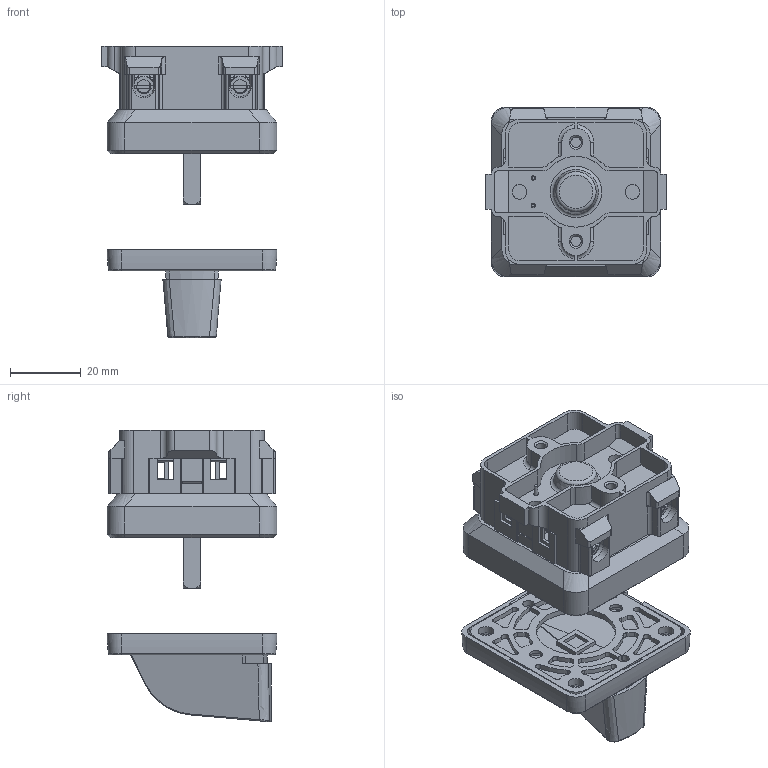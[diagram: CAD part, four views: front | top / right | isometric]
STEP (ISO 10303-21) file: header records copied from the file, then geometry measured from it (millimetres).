
FILE_DESCRIPTION(/* description */ ('Unknown'),/* implementation_level */ '2;1');
FILE_NAME(/* name */ '315.022',/* time_stamp */ '2025-11-20T11:49:30-03:00',/* author */ ('Unknown'),/* organization */ ('Unknown'),/* preprocessor_version */ 'ST-DEVELOPER v16.7',/* originating_system */ 'Solid Edge',/* authorisation */ 'Unknown');
FILE_SCHEMA (('AUTOMOTIVE_DESIGN {1 0 10303 214 3 1 1}'));
Products named in the file (1): 315.022
Bounding box: 51 x 48 x 82.55 mm (x, y, z)
Volume: 41580.1 mm3; surface area: 41882.4 mm2
Topology: 2 solids, 21 shells, 1441 faces, 4139 edges, 2688 vertices
Faces by surface type: plane 907, cylinder 393, bspline 63, cone 47, torus 31
Full cylindrical faces by diameter (mm): 2.15 x2, 2.5 x2, 2.9 x2, 3.2 x4, 3.242 x2, 3.7 x2, 4.2 x6, 4.5 x8, 6 x4, 7.2 x4, 8.198 x2, 8.4 x1, 9 x2, 22.5 x1, 26.2 x1
Entity records: 63681 total; most frequent: CARTESIAN_POINT 18230, ORIENTED_EDGE 7998, DIRECTION 7559, EDGE_CURVE 3999, LINE 2659, VECTOR 2659, VERTEX_POINT 2628, AXIS2_PLACEMENT_3D 2450
